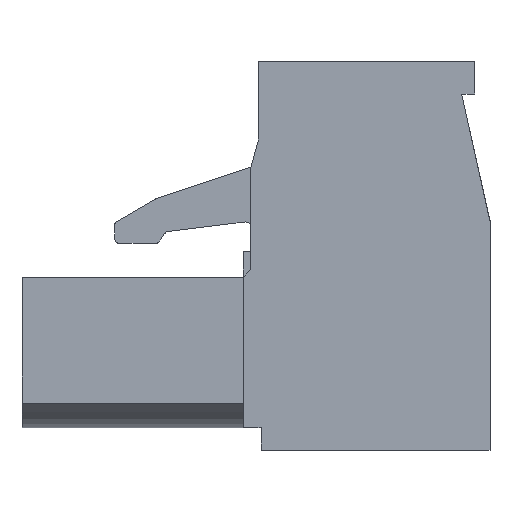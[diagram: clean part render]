
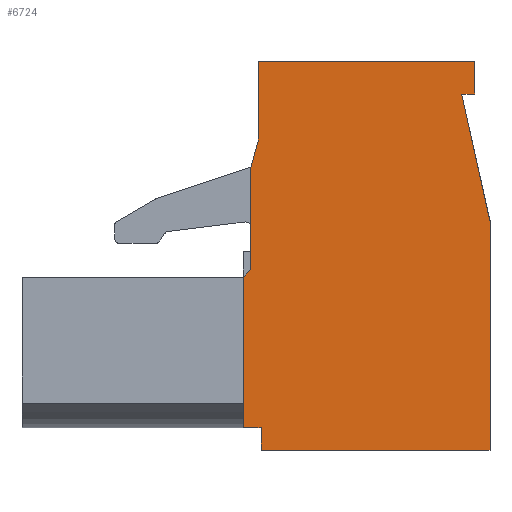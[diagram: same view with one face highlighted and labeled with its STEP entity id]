
A CAD part, left-side view. The second image highlights one B-rep face of the part: STEP entity #6724.
In plain terms, the highlighted planar face has unit normal (-1, 0, 0).
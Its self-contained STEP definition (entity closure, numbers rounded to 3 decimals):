
#1168=ORIENTED_EDGE('',*,*,#2604,.F.);
#1169=ORIENTED_EDGE('',*,*,#2367,.F.);
#1170=ORIENTED_EDGE('',*,*,#2501,.F.);
#1171=ORIENTED_EDGE('',*,*,#2293,.F.);
#1172=ORIENTED_EDGE('',*,*,#2478,.F.);
#1173=ORIENTED_EDGE('',*,*,#2410,.F.);
#1174=ORIENTED_EDGE('',*,*,#2311,.F.);
#1175=ORIENTED_EDGE('',*,*,#2479,.F.);
#1176=ORIENTED_EDGE('',*,*,#2281,.F.);
#1177=ORIENTED_EDGE('',*,*,#2483,.F.);
#1178=ORIENTED_EDGE('',*,*,#2487,.F.);
#1179=ORIENTED_EDGE('',*,*,#2498,.F.);
#1180=ORIENTED_EDGE('',*,*,#2532,.F.);
#2281=EDGE_CURVE('',#3241,#3242,#3879,.T.);
#2293=EDGE_CURVE('',#3253,#3254,#3891,.T.);
#2311=EDGE_CURVE('',#3270,#3271,#3908,.T.);
#2367=EDGE_CURVE('',#3323,#3324,#3955,.T.);
#2410=EDGE_CURVE('',#3271,#3358,#3997,.T.);
#2478=EDGE_CURVE('',#3358,#3253,#4060,.T.);
#2479=EDGE_CURVE('',#3242,#3270,#4061,.T.);
#2483=EDGE_CURVE('',#3406,#3241,#4065,.T.);
#2487=EDGE_CURVE('',#3409,#3406,#4069,.T.);
#2498=EDGE_CURVE('',#3416,#3409,#4080,.T.);
#2501=EDGE_CURVE('',#3254,#3323,#4083,.T.);
#2532=EDGE_CURVE('',#3427,#3416,#4112,.T.);
#2604=EDGE_CURVE('',#3324,#3427,#4174,.T.);
#3241=VERTEX_POINT('',#9665);
#3242=VERTEX_POINT('',#9667);
#3253=VERTEX_POINT('',#9690);
#3254=VERTEX_POINT('',#9692);
#3270=VERTEX_POINT('',#9726);
#3271=VERTEX_POINT('',#9728);
#3323=VERTEX_POINT('',#9840);
#3324=VERTEX_POINT('',#9842);
#3358=VERTEX_POINT('',#9928);
#3406=VERTEX_POINT('',#10064);
#3409=VERTEX_POINT('',#10072);
#3416=VERTEX_POINT('',#10091);
#3427=VERTEX_POINT('',#10161);
#3879=LINE('',#9666,#4683);
#3891=LINE('',#9691,#4695);
#3908=LINE('',#9727,#4712);
#3955=LINE('',#9841,#4759);
#3997=LINE('',#9927,#4801);
#4060=LINE('',#10054,#4864);
#4061=LINE('',#10056,#4865);
#4065=LINE('',#10065,#4869);
#4069=LINE('',#10073,#4873);
#4080=LINE('',#10092,#4884);
#4083=LINE('',#10098,#4887);
#4112=LINE('',#10162,#4916);
#4174=LINE('',#10315,#4978);
#4683=VECTOR('',#7779,1000.);
#4695=VECTOR('',#7793,1000.);
#4712=VECTOR('',#7814,1000.);
#4759=VECTOR('',#7889,1000.);
#4801=VECTOR('',#7951,1000.);
#4864=VECTOR('',#8052,1000.);
#4865=VECTOR('',#8055,1000.);
#4869=VECTOR('',#8061,1000.);
#4873=VECTOR('',#8067,1000.);
#4884=VECTOR('',#8080,1000.);
#4887=VECTOR('',#8087,1000.);
#4916=VECTOR('',#8166,1000.);
#4978=VECTOR('',#8354,1000.);
#5628=EDGE_LOOP('',(#1168,#1169,#1170,#1171,#1172,#1173,#1174,#1175,#1176,
#1177,#1178,#1179,#1180));
#6045=FACE_BOUND('',#5628,.T.);
#6409=PLANE('',#7386);
#6724=ADVANCED_FACE('',(#6045),#6409,.F.);
#7386=AXIS2_PLACEMENT_3D('',#10449,#8516,#8517);
#7779=DIRECTION('',(0.,-1.,0.));
#7793=DIRECTION('',(0.,1.,0.));
#7814=DIRECTION('',(0.,1.,0.));
#7889=DIRECTION('',(0.,1.,0.));
#7951=DIRECTION('',(0.,-0.217,-0.976));
#8052=DIRECTION('',(0.,0.,-1.));
#8055=DIRECTION('',(0.,0.,-1.));
#8061=DIRECTION('',(0.,0.,1.));
#8067=DIRECTION('',(0.,-0.263,0.965));
#8080=DIRECTION('',(0.,0.,1.));
#8087=DIRECTION('',(0.,0.,1.));
#8166=DIRECTION('',(0.,-0.707,0.707));
#8354=DIRECTION('',(0.,0.,1.));
#8516=DIRECTION('',(1.,0.,0.));
#8517=DIRECTION('',(0.,0.,-1.));
#9665=CARTESIAN_POINT('',(-5.18,4.55,10.65));
#9666=CARTESIAN_POINT('',(-5.18,-3.85,10.65));
#9667=CARTESIAN_POINT('',(-5.18,-3.85,10.65));
#9690=CARTESIAN_POINT('',(-5.18,-4.45,-4.45));
#9691=CARTESIAN_POINT('',(-5.18,4.45,-4.45));
#9692=CARTESIAN_POINT('',(-5.18,4.45,-4.45));
#9726=CARTESIAN_POINT('',(-5.18,-3.85,9.4));
#9727=CARTESIAN_POINT('',(-5.18,-3.35,9.4));
#9728=CARTESIAN_POINT('',(-5.18,-3.35,9.4));
#9840=CARTESIAN_POINT('',(-5.18,4.45,-3.575));
#9841=CARTESIAN_POINT('',(-5.18,5.15,-3.575));
#9842=CARTESIAN_POINT('',(-5.18,5.15,-3.575));
#9927=CARTESIAN_POINT('',(-5.18,-3.35,9.4));
#9928=CARTESIAN_POINT('',(-5.18,-4.45,4.45));
#10054=CARTESIAN_POINT('',(-5.18,-4.45,-4.45));
#10056=CARTESIAN_POINT('',(-5.18,-3.85,9.4));
#10064=CARTESIAN_POINT('',(-5.18,4.55,7.65));
#10065=CARTESIAN_POINT('',(-5.18,4.55,10.65));
#10072=CARTESIAN_POINT('',(-5.18,4.85,6.55));
#10073=CARTESIAN_POINT('',(-5.18,4.55,7.65));
#10091=CARTESIAN_POINT('',(-5.18,4.85,2.575));
#10092=CARTESIAN_POINT('',(-5.18,4.85,6.55));
#10098=CARTESIAN_POINT('',(-5.18,4.45,-3.575));
#10161=CARTESIAN_POINT('',(-5.18,5.15,2.275));
#10162=CARTESIAN_POINT('',(-5.18,5.15,2.275));
#10315=CARTESIAN_POINT('',(-5.18,5.15,2.275));
#10449=CARTESIAN_POINT('',(-5.18,0.,0.));
